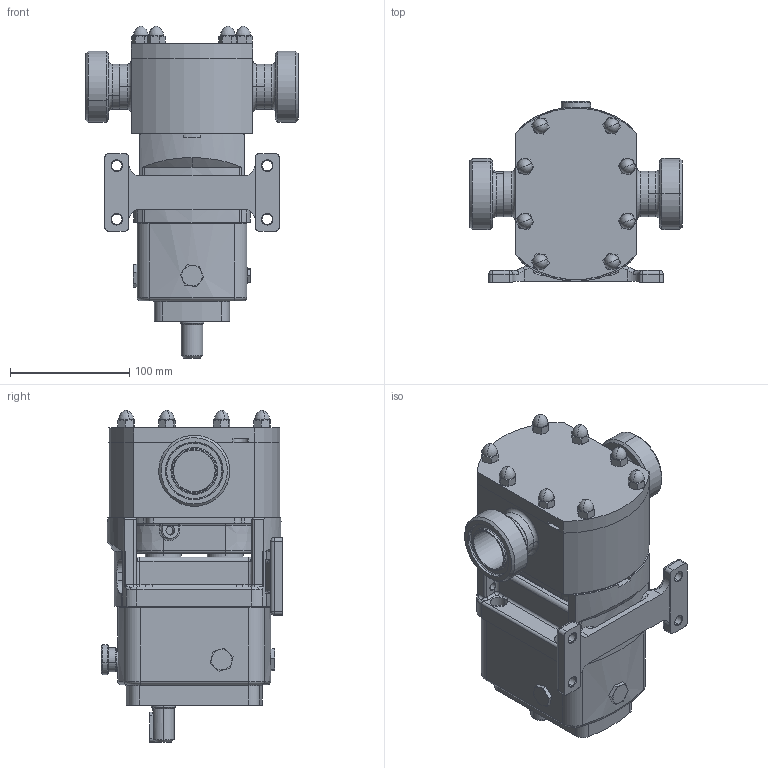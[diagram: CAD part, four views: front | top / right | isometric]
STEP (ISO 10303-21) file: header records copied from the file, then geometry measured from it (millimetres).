
FILE_DESCRIPTION (( 'STEP AP214' ), '1' );
FILE_NAME ('GA3544.STEP', '2024-11-07T16:05:35', ( '' ), ( '' ), 'SwSTEP 2.0', 'SolidWorks 2023', '' );
FILE_SCHEMA (( 'AUTOMOTIVE_DESIGN' ));
Length unit declared in the file: millimetre
Products named in the file (3): Copy (2) of CP10-0011-05 H T^GA3544; Copy of Z94-5101-22 - 1.5 INCH SMS681^GA3544; GA3544
Assembly tree (3 placements, depth 2):
  GA3544
    Copy (2) of CP10-0011-05 H T^GA3544
    Copy of Z94-5101-22 - 1.5 INCH SMS681^GA3544  x2
Bounding box: 178 x 151.81 x 278.35 mm (x, y, z)
Volume: 2664305.4 mm3; surface area: 202953.4 mm2
Topology: 3 solids, 3 shells, 782 faces, 1906 edges, 1134 vertices
Faces by surface type: plane 256, cylinder 226, cone 175, torus 91, bspline 22, sphere 12
Entity records: 24341 total; most frequent: CARTESIAN_POINT 6889, DIRECTION 3734, ORIENTED_EDGE 3630, EDGE_CURVE 1815, AXIS2_PLACEMENT_3D 1518, VERTEX_POINT 1098, EDGE_LOOP 807, CIRCLE 783
